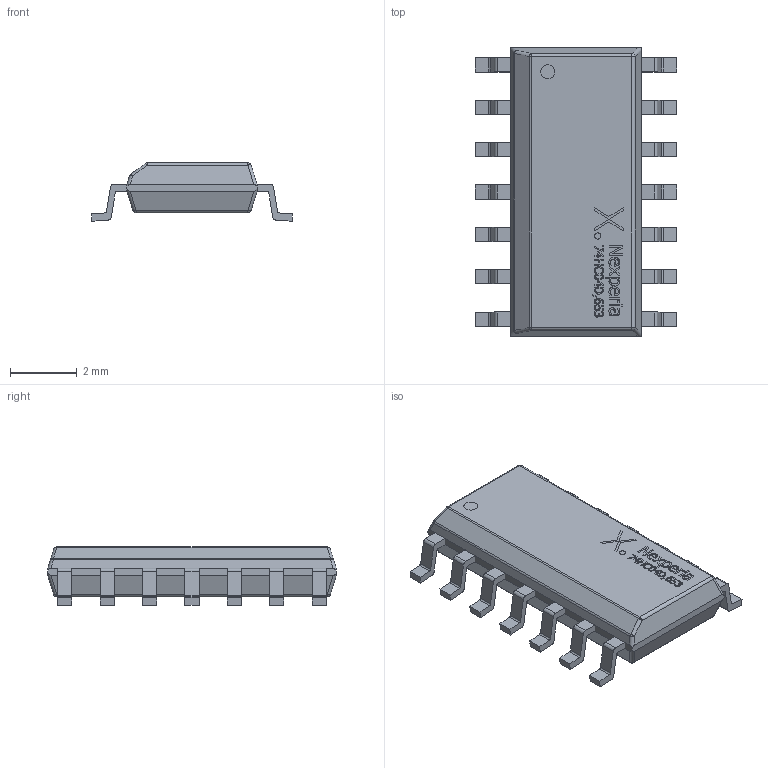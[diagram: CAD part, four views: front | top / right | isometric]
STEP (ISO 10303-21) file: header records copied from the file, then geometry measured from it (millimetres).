
FILE_DESCRIPTION(/* description */ (''),/* implementation_level */ '2;1');
FILE_NAME(/* name */ '1.stp',/* time_stamp */ '2019-05-13T14:05:42+02:00',/* author */ ('karim'),/* organization */ (''),/* preprocessor_version */ 'ST-DEVELOPER v15.6',/* originating_system */ 'Autodesk Inventor 2015',/* authorisation */ '');
FILE_SCHEMA (('AUTOMOTIVE_DESIGN { 1 0 10303 214 3 1 1 }'));
Length unit declared in the file: millimetre
Products named in the file (4): 1; 2; Nexperia Logo
Bounding box: 6.03 x 8.65 x 1.75 mm (x, y, z)
Volume: 51.5 mm3; surface area: 165.4 mm2
Topology: 32 solids, 32 shells, 541 faces, 1401 edges, 924 vertices
Faces by surface type: plane 311, bspline 141, cylinder 79, sphere 10
Full cylindrical faces by diameter (mm): 0.187 x1, 0.421 x1
Entity records: 17224 total; most frequent: CARTESIAN_POINT 4704, ORIENTED_EDGE 2798, DIRECTION 2097, EDGE_CURVE 1399, LINE 951, VECTOR 951, VERTEX_POINT 924, AXIS2_PLACEMENT_3D 573
